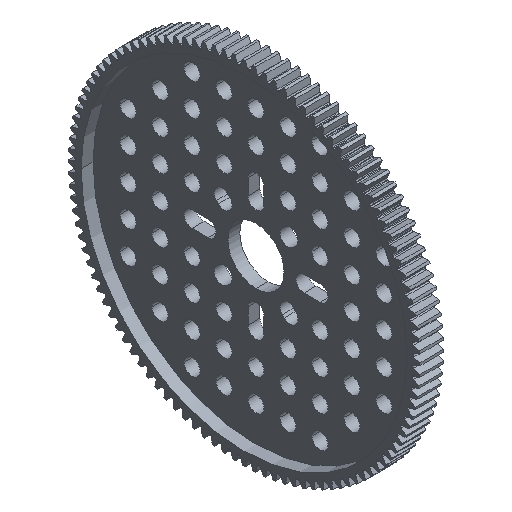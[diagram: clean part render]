
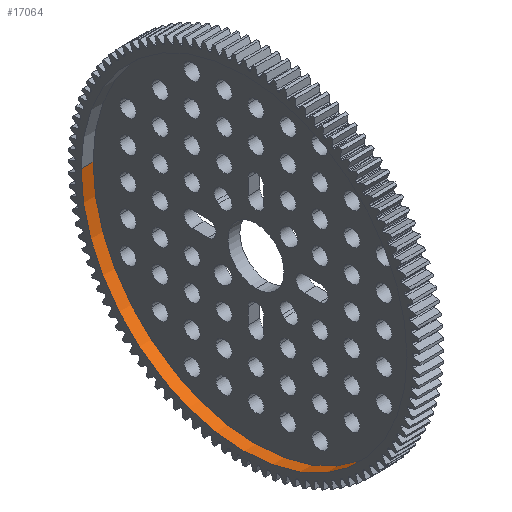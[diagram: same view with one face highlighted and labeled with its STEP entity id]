
A CAD part, isometric view. The second image highlights one B-rep face of the part: STEP entity #17064.
In plain terms, the highlighted cylindrical face has radius 40.774 mm (diameter 81.549 mm), a partial arc.
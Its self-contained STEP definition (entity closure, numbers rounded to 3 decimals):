
#553 = CARTESIAN_POINT ( 'NONE',  ( -0.5, -40.774, 0. ) ) ;
#2157 = EDGE_CURVE ( 'NONE', #9933, #9296, #35313, .T. ) ;
#4331 = CARTESIAN_POINT ( 'NONE',  ( -3.5, -40.774, 0. ) ) ;
#4760 = CARTESIAN_POINT ( 'NONE',  ( -0.5, -40.774, 0. ) ) ;
#7389 = DIRECTION ( 'NONE',  ( -1., 0., 0. ) ) ;
#7620 = CARTESIAN_POINT ( 'NONE',  ( -3.5, 0., 0. ) ) ;
#7987 = EDGE_LOOP ( 'NONE', ( #9413, #22266, #22585, #8949 ) ) ;
#8631 = CARTESIAN_POINT ( 'NONE',  ( -0.5, 0., 0. ) ) ;
#8949 = ORIENTED_EDGE ( 'NONE', *, *, #2157, .F. ) ;
#9195 = CIRCLE ( 'NONE', #14441, 40.774 ) ;
#9296 = VERTEX_POINT ( 'NONE', #4331 ) ;
#9413 = ORIENTED_EDGE ( 'NONE', *, *, #27720, .F. ) ;
#9933 = VERTEX_POINT ( 'NONE', #553 ) ;
#10489 = DIRECTION ( 'NONE',  ( 0., -1., 0. ) ) ;
#11455 = CARTESIAN_POINT ( 'NONE',  ( -3.5, 40.774, 0. ) ) ;
#13659 = EDGE_CURVE ( 'NONE', #33697, #21794, #35867, .T. ) ;
#14441 = AXIS2_PLACEMENT_3D ( 'NONE', #7620, #28295, #10489 ) ;
#14617 = DIRECTION ( 'NONE',  ( -1., 0., 0. ) ) ;
#15413 = VECTOR ( 'NONE', #32646, 1000. ) ;
#16256 = CARTESIAN_POINT ( 'NONE',  ( -0.5, 40.774, 0. ) ) ;
#17064 = ADVANCED_FACE ( 'NONE', ( #26136 ), #18262, .F. ) ;
#17477 = CIRCLE ( 'NONE', #20019, 40.774 ) ;
#18262 = CYLINDRICAL_SURFACE ( 'NONE', #30641, 40.774 ) ;
#19137 = DIRECTION ( 'NONE',  ( 0., -1., 0. ) ) ;
#20019 = AXIS2_PLACEMENT_3D ( 'NONE', #22270, #7389, #19137 ) ;
#21794 = VERTEX_POINT ( 'NONE', #11455 ) ;
#22266 = ORIENTED_EDGE ( 'NONE', *, *, #13659, .T. ) ;
#22270 = CARTESIAN_POINT ( 'NONE',  ( -0.5, 0., 0. ) ) ;
#22585 = ORIENTED_EDGE ( 'NONE', *, *, #25275, .T. ) ;
#25275 = EDGE_CURVE ( 'NONE', #21794, #9296, #9195, .T. ) ;
#26136 = FACE_OUTER_BOUND ( 'NONE', #7987, .T. ) ;
#27720 = EDGE_CURVE ( 'NONE', #33697, #9933, #17477, .T. ) ;
#28295 = DIRECTION ( 'NONE',  ( -1., 0., 0. ) ) ;
#28572 = DIRECTION ( 'NONE',  ( -1., 0., 0. ) ) ;
#30131 = VECTOR ( 'NONE', #28572, 1000. ) ;
#30135 = CARTESIAN_POINT ( 'NONE',  ( -0.5, 40.774, 0. ) ) ;
#30641 = AXIS2_PLACEMENT_3D ( 'NONE', #8631, #14617, #35064 ) ;
#32646 = DIRECTION ( 'NONE',  ( -1., 0., 0. ) ) ;
#33697 = VERTEX_POINT ( 'NONE', #16256 ) ;
#35064 = DIRECTION ( 'NONE',  ( 0., -1., 0. ) ) ;
#35313 = LINE ( 'NONE', #4760, #30131 ) ;
#35867 = LINE ( 'NONE', #30135, #15413 ) ;
